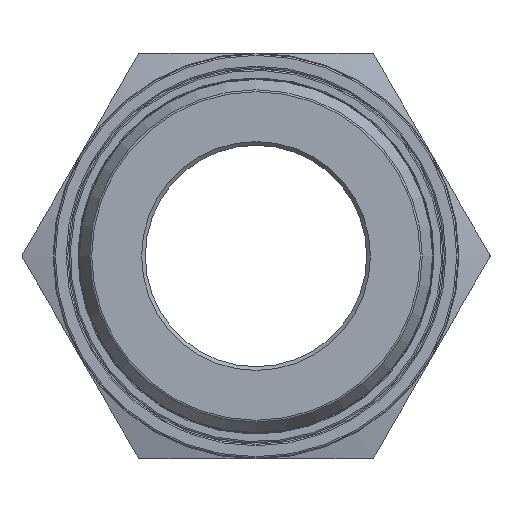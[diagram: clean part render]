
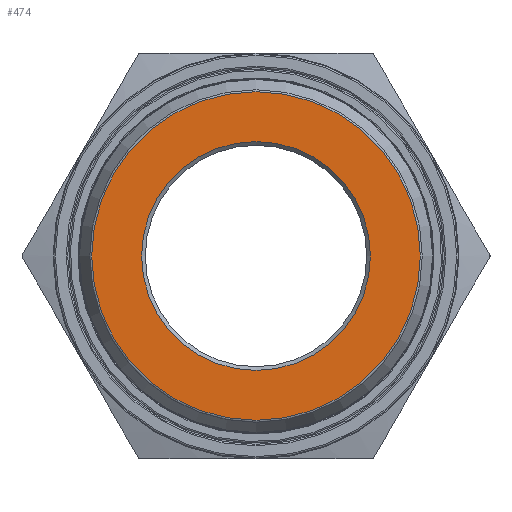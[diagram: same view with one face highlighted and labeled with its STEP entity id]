
A CAD part, left-side view. The second image highlights one B-rep face of the part: STEP entity #474.
In plain terms, the highlighted planar face has unit normal (-1, 0, 0).
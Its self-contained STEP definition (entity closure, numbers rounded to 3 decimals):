
#297=FACE_BOUND('',#601,.T.);
#298=FACE_BOUND('',#602,.T.);
#391=CIRCLE('',#1196,15.5);
#392=CIRCLE('',#1197,22.268);
#437=PLANE('',#1198);
#474=ADVANCED_FACE('',(#297,#298),#437,.F.);
#601=EDGE_LOOP('',(#828));
#602=EDGE_LOOP('',(#829));
#828=ORIENTED_EDGE('',*,*,#1082,.T.);
#829=ORIENTED_EDGE('',*,*,#1083,.T.);
#981=VERTEX_POINT('',#1927);
#982=VERTEX_POINT('',#1929);
#1082=EDGE_CURVE('',#981,#981,#391,.T.);
#1083=EDGE_CURVE('',#982,#982,#392,.T.);
#1196=AXIS2_PLACEMENT_3D('',#1926,#1395,#1396);
#1197=AXIS2_PLACEMENT_3D('',#1928,#1397,#1398);
#1198=AXIS2_PLACEMENT_3D('',#1930,#1399,#1400);
#1395=DIRECTION('',(1.,0.,0.));
#1396=DIRECTION('',(0.,0.,-1.));
#1397=DIRECTION('',(-1.,0.,0.));
#1398=DIRECTION('',(0.,0.,-1.));
#1399=DIRECTION('',(1.,0.,0.));
#1400=DIRECTION('',(0.,0.,-1.));
#1926=CARTESIAN_POINT('',(0.,0.,0.));
#1927=CARTESIAN_POINT('',(0.,0.,-15.5));
#1928=CARTESIAN_POINT('',(0.,0.,0.));
#1929=CARTESIAN_POINT('',(0.,0.,-22.268));
#1930=CARTESIAN_POINT('',(0.,-31.437,0.));
